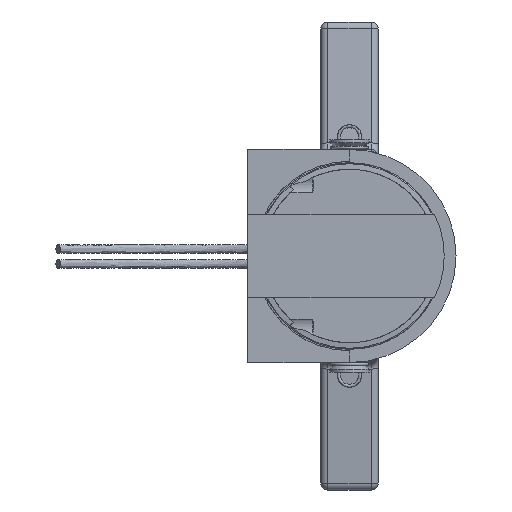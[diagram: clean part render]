
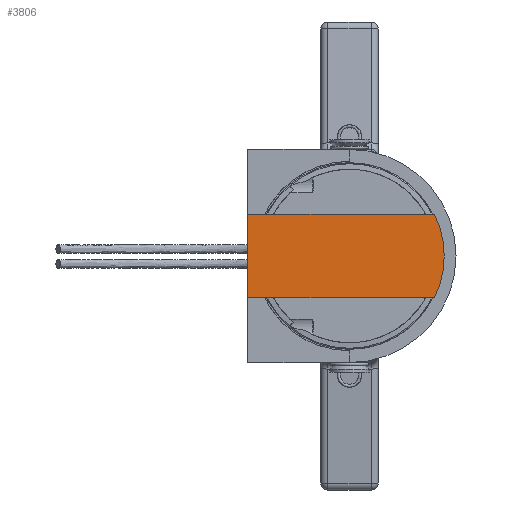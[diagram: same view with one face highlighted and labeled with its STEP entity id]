
A CAD part, front view. The second image highlights one B-rep face of the part: STEP entity #3806.
In plain terms, the highlighted face is planar.
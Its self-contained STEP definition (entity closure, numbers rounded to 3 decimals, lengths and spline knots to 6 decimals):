
#601=LINE('',#34736,#832);
#610=LINE('',#34814,#841);
#611=LINE('',#34815,#842);
#832=VECTOR('',#5158,1.);
#841=VECTOR('',#5187,1.);
#842=VECTOR('',#5188,1.);
#1858=ORIENTED_EDGE('',*,*,#2426,.T.);
#1859=ORIENTED_EDGE('',*,*,#2427,.T.);
#1860=ORIENTED_EDGE('',*,*,#2409,.F.);
#1861=ORIENTED_EDGE('',*,*,#2428,.F.);
#2409=EDGE_CURVE('',#2775,#2776,#601,.T.);
#2426=EDGE_CURVE('',#2791,#2792,#2940,.T.);
#2427=EDGE_CURVE('',#2792,#2776,#610,.T.);
#2428=EDGE_CURVE('',#2791,#2775,#611,.T.);
#2775=VERTEX_POINT('',#34735);
#2776=VERTEX_POINT('',#34737);
#2791=VERTEX_POINT('',#34812);
#2792=VERTEX_POINT('',#34813);
#2940=CIRCLE('',#4270,0.013155);
#3211=EDGE_LOOP('',(#1858,#1859,#1860,#1861));
#3500=FACE_BOUND('',#3211,.T.);
#3577=PLANE('',#4269);
#3806=ADVANCED_FACE('',(#3500),#3577,.T.);
#4269=AXIS2_PLACEMENT_3D('',#34810,#5183,#5184);
#4270=AXIS2_PLACEMENT_3D('',#34811,#5185,#5186);
#5158=DIRECTION('',(0.,-1.,0.));
#5183=DIRECTION('',(0.,0.,-1.));
#5184=DIRECTION('',(-1.,0.,0.));
#5185=DIRECTION('',(0.,0.,-1.));
#5186=DIRECTION('',(-1.,0.,0.));
#5187=DIRECTION('',(-1.,0.,0.));
#5188=DIRECTION('',(-1.,0.,0.));
#34735=CARTESIAN_POINT('',(-0.014135,0.005797,-0.015509));
#34736=CARTESIAN_POINT('',(-0.014135,0.,-0.015509));
#34737=CARTESIAN_POINT('',(-0.014135,-0.005797,-0.015509));
#34810=CARTESIAN_POINT('',(0.012063,0.,-0.015509));
#34811=CARTESIAN_POINT('',(0.,0.,-0.015509));
#34812=CARTESIAN_POINT('',(0.011809,0.005797,-0.015509));
#34813=CARTESIAN_POINT('',(0.011809,-0.005797,-0.015509));
#34814=CARTESIAN_POINT('',(0.015565,-0.005797,-0.015509));
#34815=CARTESIAN_POINT('',(0.015565,0.005797,-0.015509));
